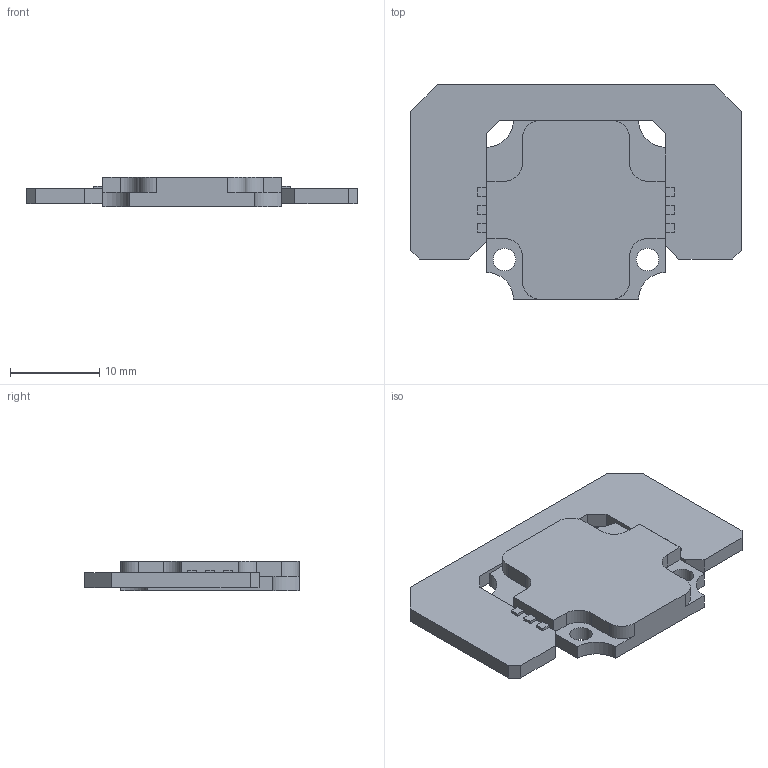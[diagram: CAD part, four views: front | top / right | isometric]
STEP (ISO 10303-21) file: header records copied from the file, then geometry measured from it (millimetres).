
FILE_DESCRIPTION(('Open CASCADE Model'),'2;1');
FILE_NAME('Open CASCADE Shape Model','2024-07-11T16:14:38',('Author'),( 'Open CASCADE'),'Open CASCADE STEP processor 7.5','Open CASCADE 7.5' ,'Unknown');
FILE_SCHEMA(('AUTOMOTIVE_DESIGN { 1 0 10303 214 1 1 1 1 }'));
Length unit declared in the file: millimetre
Products named in the file (2): Open CASCADE STEP translator 7.5 1; Open CASCADE STEP translator 7.5 2
Bounding box: 37 x 24 x 3.3 mm (x, y, z)
Volume: 1753 mm3; surface area: 2038.9 mm2
Topology: 2 solids, 2 shells, 80 faces, 210 edges, 140 vertices
Faces by surface type: plane 66, cylinder 14
Full cylindrical faces by diameter (mm): 2.5 x2
Entity records: 2918 total; most frequent: CARTESIAN_POINT 433, ORIENTED_EDGE 420, DIRECTION 398, EDGE_CURVE 210, LINE 180, VECTOR 180, VERTEX_POINT 140, AXIS2_PLACEMENT_3D 109
